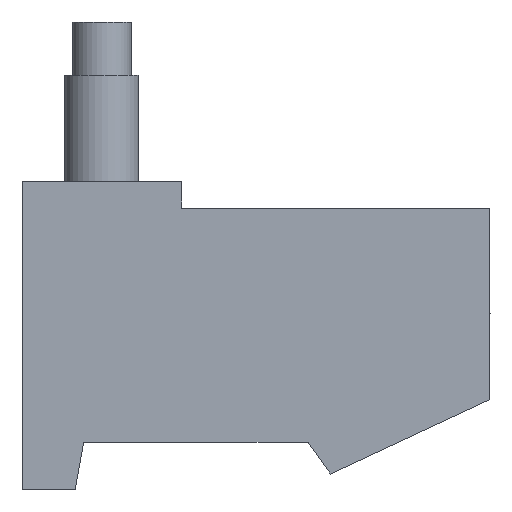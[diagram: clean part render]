
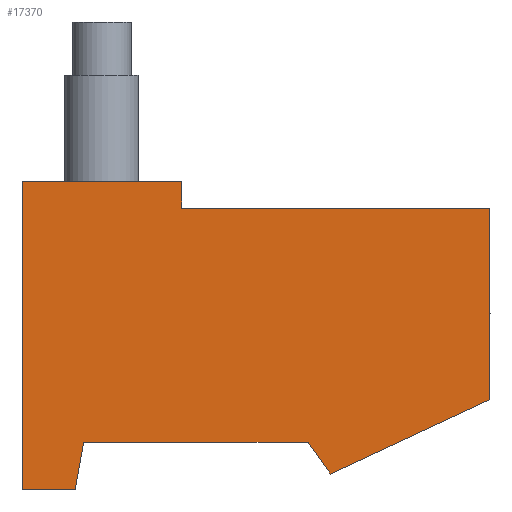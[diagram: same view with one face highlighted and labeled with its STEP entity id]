
A CAD part, left-side view. The second image highlights one B-rep face of the part: STEP entity #17370.
In plain terms, the highlighted planar face has unit normal (-1, 0, 0).
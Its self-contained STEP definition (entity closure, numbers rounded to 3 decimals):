
#298 = ORIENTED_EDGE ( 'NONE', *, *, #23825, .F. ) ;
#383 = VERTEX_POINT ( 'NONE', #10350 ) ;
#397 = CARTESIAN_POINT ( 'NONE',  ( -29.896, -14.17, 4.835 ) ) ;
#461 = ORIENTED_EDGE ( 'NONE', *, *, #16643, .F. ) ;
#485 = ORIENTED_EDGE ( 'NONE', *, *, #5656, .T. ) ;
#894 = DIRECTION ( 'NONE',  ( 0., 0.174, -0.985 ) ) ;
#1019 = DIRECTION ( 'NONE',  ( 0., -1., 0. ) ) ;
#1086 = VERTEX_POINT ( 'NONE', #1185 ) ;
#1185 = CARTESIAN_POINT ( 'NONE',  ( -29.896, -21.811, 9.235 ) ) ;
#1209 = CARTESIAN_POINT ( 'NONE',  ( -29.896, -14.011, 3.935 ) ) ;
#1478 = DIRECTION ( 'NONE',  ( 0., 0., 1. ) ) ;
#1520 = DIRECTION ( 'NONE',  ( 0., 0., -1. ) ) ;
#1639 = VERTEX_POINT ( 'NONE', #1209 ) ;
#1667 = DIRECTION ( 'NONE',  ( 0., -0.574, -0.819 ) ) ;
#1846 = CARTESIAN_POINT ( 'NONE',  ( -29.896, -16.011, 10.235 ) ) ;
#1855 = VERTEX_POINT ( 'NONE', #11526 ) ;
#2234 = DIRECTION ( 'NONE',  ( 0., -1., 0. ) ) ;
#2541 = EDGE_CURVE ( 'NONE', #18338, #7201, #9336, .T. ) ;
#2866 = ORIENTED_EDGE ( 'NONE', *, *, #24061, .T. ) ;
#3930 = EDGE_CURVE ( 'NONE', #11933, #1639, #10083, .T. ) ;
#4062 = ORIENTED_EDGE ( 'NONE', *, *, #11698, .T. ) ;
#4097 = EDGE_LOOP ( 'NONE', ( #21901, #298, #4062, #18585, #2866, #485, #14649, #461, #17059, #10967 ) ) ;
#4751 = CARTESIAN_POINT ( 'NONE',  ( -29.896, -14.17, 4.835 ) ) ;
#5656 = EDGE_CURVE ( 'NONE', #1855, #20297, #14497, .T. ) ;
#5920 = DIRECTION ( 'NONE',  ( 0., -1., 0. ) ) ;
#7201 = VERTEX_POINT ( 'NONE', #12349 ) ;
#7464 = DIRECTION ( 'NONE',  ( 0., -1., 0. ) ) ;
#8046 = EDGE_CURVE ( 'NONE', #12862, #20297, #12634, .T. ) ;
#8402 = CARTESIAN_POINT ( 'NONE',  ( -29.896, -21.811, 5.634 ) ) ;
#9204 = PLANE ( 'NONE',  #12460 ) ;
#9336 = LINE ( 'NONE', #23720, #9376 ) ;
#9376 = VECTOR ( 'NONE', #1019, 1000. ) ;
#9536 = VERTEX_POINT ( 'NONE', #16579 ) ;
#10083 = LINE ( 'NONE', #4751, #10130 ) ;
#10130 = VECTOR ( 'NONE', #894, 1000. ) ;
#10245 = CARTESIAN_POINT ( 'NONE',  ( -29.896, -13.011, 9.735 ) ) ;
#10350 = CARTESIAN_POINT ( 'NONE',  ( -29.896, -16.011, 9.235 ) ) ;
#10967 = ORIENTED_EDGE ( 'NONE', *, *, #21755, .T. ) ;
#10995 = VECTOR ( 'NONE', #1667, 1000. ) ;
#11526 = CARTESIAN_POINT ( 'NONE',  ( -29.896, -18.391, 4.835 ) ) ;
#11698 = EDGE_CURVE ( 'NONE', #9536, #1639, #14868, .T. ) ;
#11933 = VERTEX_POINT ( 'NONE', #397 ) ;
#12349 = CARTESIAN_POINT ( 'NONE',  ( -29.896, -16.011, 9.735 ) ) ;
#12460 = AXIS2_PLACEMENT_3D ( 'NONE', #20638, #13064, #1520 ) ;
#12532 = VECTOR ( 'NONE', #21717, 1000. ) ;
#12634 = LINE ( 'NONE', #8402, #12532 ) ;
#12862 = VERTEX_POINT ( 'NONE', #23443 ) ;
#13024 = CARTESIAN_POINT ( 'NONE',  ( -29.896, -13.011, 3.935 ) ) ;
#13064 = DIRECTION ( 'NONE',  ( 1., 0., 0. ) ) ;
#13791 = CARTESIAN_POINT ( 'NONE',  ( -29.896, -14.011, 3.935 ) ) ;
#14497 = LINE ( 'NONE', #15159, #10995 ) ;
#14649 = ORIENTED_EDGE ( 'NONE', *, *, #8046, .F. ) ;
#14769 = EDGE_CURVE ( 'NONE', #383, #1086, #16757, .T. ) ;
#14868 = LINE ( 'NONE', #13791, #15029 ) ;
#15029 = VECTOR ( 'NONE', #2234, 1000. ) ;
#15159 = CARTESIAN_POINT ( 'NONE',  ( -29.896, -18.811, 4.235 ) ) ;
#16506 = VECTOR ( 'NONE', #1478, 1000. ) ;
#16579 = CARTESIAN_POINT ( 'NONE',  ( -29.896, -13.011, 3.935 ) ) ;
#16643 = EDGE_CURVE ( 'NONE', #1086, #12862, #18163, .T. ) ;
#16757 = LINE ( 'NONE', #19378, #16986 ) ;
#16986 = VECTOR ( 'NONE', #5920, 1000. ) ;
#17059 = ORIENTED_EDGE ( 'NONE', *, *, #14769, .F. ) ;
#17370 = ADVANCED_FACE ( 'NONE', ( #18731 ), #9204, .F. ) ;
#17682 = CARTESIAN_POINT ( 'NONE',  ( -29.896, -21.811, 3.935 ) ) ;
#17863 = CARTESIAN_POINT ( 'NONE',  ( -29.896, -18.811, 4.235 ) ) ;
#18120 = VECTOR ( 'NONE', #21399, 1000. ) ;
#18163 = LINE ( 'NONE', #17682, #18120 ) ;
#18338 = VERTEX_POINT ( 'NONE', #10245 ) ;
#18585 = ORIENTED_EDGE ( 'NONE', *, *, #3930, .F. ) ;
#18731 = FACE_OUTER_BOUND ( 'NONE', #4097, .T. ) ;
#18982 = CARTESIAN_POINT ( 'NONE',  ( -29.896, -18.391, 4.835 ) ) ;
#19378 = CARTESIAN_POINT ( 'NONE',  ( -29.896, -13.011, 9.235 ) ) ;
#20297 = VERTEX_POINT ( 'NONE', #17863 ) ;
#20638 = CARTESIAN_POINT ( 'NONE',  ( -29.896, -13.011, 3.935 ) ) ;
#21017 = DIRECTION ( 'NONE',  ( 0., 0., 1. ) ) ;
#21399 = DIRECTION ( 'NONE',  ( 0., 0., -1. ) ) ;
#21717 = DIRECTION ( 'NONE',  ( 0., 0.906, -0.423 ) ) ;
#21755 = EDGE_CURVE ( 'NONE', #383, #7201, #21767, .T. ) ;
#21767 = LINE ( 'NONE', #1846, #21811 ) ;
#21811 = VECTOR ( 'NONE', #21017, 1000. ) ;
#21901 = ORIENTED_EDGE ( 'NONE', *, *, #2541, .F. ) ;
#23443 = CARTESIAN_POINT ( 'NONE',  ( -29.896, -21.811, 5.634 ) ) ;
#23472 = LINE ( 'NONE', #13024, #16506 ) ;
#23532 = VECTOR ( 'NONE', #7464, 1000. ) ;
#23661 = LINE ( 'NONE', #18982, #23532 ) ;
#23720 = CARTESIAN_POINT ( 'NONE',  ( -29.896, -13.011, 9.735 ) ) ;
#23825 = EDGE_CURVE ( 'NONE', #9536, #18338, #23472, .T. ) ;
#24061 = EDGE_CURVE ( 'NONE', #11933, #1855, #23661, .T. ) ;
